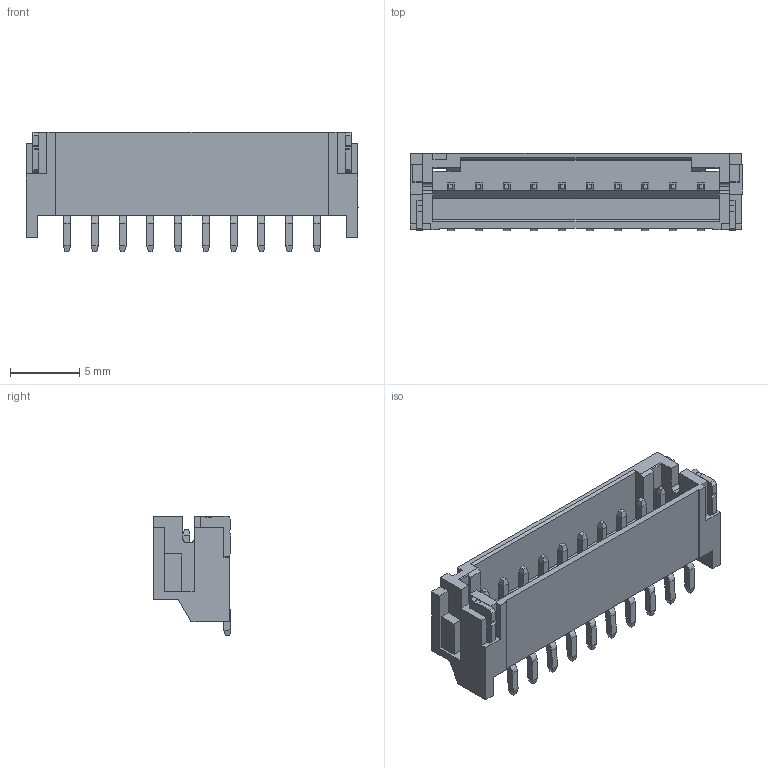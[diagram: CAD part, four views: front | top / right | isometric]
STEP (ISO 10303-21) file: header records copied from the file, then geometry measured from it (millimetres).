
FILE_DESCRIPTION (( 'STEP AP214' ), '1' );
FILE_NAME ('SxBwhite10.STEP', '2023-10-23T15:29:13', ( '' ), ( '' ), 'SwSTEP 2.0', 'SolidWorks 2021', '' );
FILE_SCHEMA (( 'AUTOMOTIVE_DESIGN' ));
Length unit declared in the file: millimetre
Products named in the file (2): SxBwhite10; SxB-PH-SM4-TB white_10
Assembly tree (1 placements, depth 2):
  SxBwhite10
    SxB-PH-SM4-TB white_10
Bounding box: 23.9 x 5.6 x 8.6 mm (x, y, z)
Volume: 385.3 mm3; surface area: 1173.1 mm2
Topology: 13 solids, 13 shells, 366 faces, 950 edges, 606 vertices
Faces by surface type: plane 332, cylinder 34
Entity records: 11128 total; most frequent: CARTESIAN_POINT 1926, ORIENTED_EDGE 1900, DIRECTION 1758, EDGE_CURVE 950, VECTOR 882, LINE 882, VERTEX_POINT 606, AXIS2_PLACEMENT_3D 438
